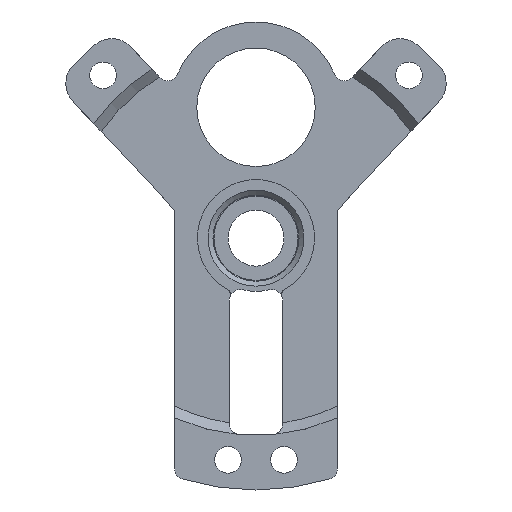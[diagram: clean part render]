
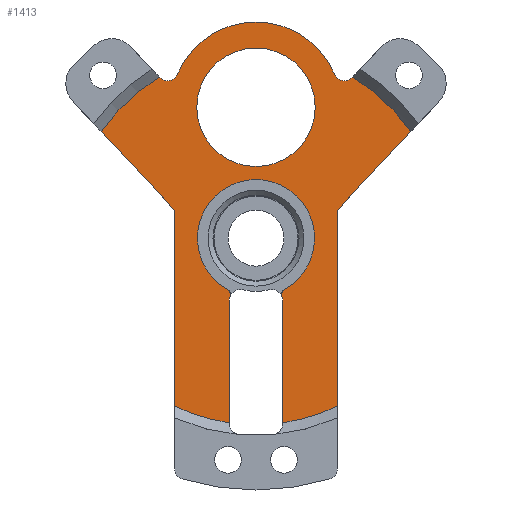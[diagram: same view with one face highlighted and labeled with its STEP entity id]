
A CAD part, front view. The second image highlights one B-rep face of the part: STEP entity #1413.
In plain terms, the highlighted planar face has unit normal (0, -1, 0).
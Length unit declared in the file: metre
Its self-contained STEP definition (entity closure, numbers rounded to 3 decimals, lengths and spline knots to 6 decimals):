
#94=CIRCLE('',#1473,0.011113);
#102=CIRCLE('',#1487,0.002);
#104=CIRCLE('',#1490,0.002);
#106=CIRCLE('',#1493,0.016);
#108=CIRCLE('',#1496,0.002);
#162=CIRCLE('',#1594,0.035244);
#163=CIRCLE('',#1596,0.035244);
#166=CIRCLE('',#1601,0.035);
#167=CIRCLE('',#1603,0.035);
#168=CIRCLE('',#1605,0.002);
#169=CIRCLE('',#1607,0.001);
#170=CIRCLE('',#1609,0.001);
#171=CIRCLE('',#1610,0.011);
#535=ORIENTED_EDGE('',*,*,#632,.T.);
#536=ORIENTED_EDGE('',*,*,#757,.F.);
#537=ORIENTED_EDGE('',*,*,#656,.T.);
#538=ORIENTED_EDGE('',*,*,#653,.T.);
#539=ORIENTED_EDGE('',*,*,#751,.F.);
#540=ORIENTED_EDGE('',*,*,#620,.T.);
#541=ORIENTED_EDGE('',*,*,#595,.T.);
#542=ORIENTED_EDGE('',*,*,#748,.F.);
#543=ORIENTED_EDGE('',*,*,#579,.T.);
#544=ORIENTED_EDGE('',*,*,#665,.T.);
#545=ORIENTED_EDGE('',*,*,#663,.T.);
#546=ORIENTED_EDGE('',*,*,#660,.T.);
#547=ORIENTED_EDGE('',*,*,#631,.T.);
#548=ORIENTED_EDGE('',*,*,#747,.F.);
#549=ORIENTED_EDGE('',*,*,#565,.T.);
#550=ORIENTED_EDGE('',*,*,#614,.T.);
#551=ORIENTED_EDGE('',*,*,#752,.F.);
#552=ORIENTED_EDGE('',*,*,#639,.T.);
#553=ORIENTED_EDGE('',*,*,#754,.T.);
#554=ORIENTED_EDGE('',*,*,#755,.F.);
#555=ORIENTED_EDGE('',*,*,#758,.T.);
#565=EDGE_CURVE('',#762,#760,#901,.T.);
#579=EDGE_CURVE('',#775,#774,#910,.T.);
#595=EDGE_CURVE('',#784,#790,#922,.T.);
#614=EDGE_CURVE('',#760,#809,#928,.T.);
#620=EDGE_CURVE('',#812,#784,#932,.T.);
#631=EDGE_CURVE('',#816,#819,#939,.T.);
#632=EDGE_CURVE('',#820,#820,#94,.T.);
#639=EDGE_CURVE('',#828,#826,#943,.T.);
#653=EDGE_CURVE('',#838,#839,#953,.T.);
#656=EDGE_CURVE('',#841,#838,#102,.T.);
#660=EDGE_CURVE('',#842,#816,#104,.T.);
#663=EDGE_CURVE('',#845,#842,#106,.T.);
#665=EDGE_CURVE('',#774,#845,#108,.T.);
#747=EDGE_CURVE('',#762,#819,#162,.T.);
#748=EDGE_CURVE('',#775,#790,#163,.T.);
#751=EDGE_CURVE('',#812,#839,#166,.T.);
#752=EDGE_CURVE('',#828,#809,#167,.T.);
#754=EDGE_CURVE('',#826,#897,#168,.T.);
#755=EDGE_CURVE('',#898,#897,#169,.T.);
#757=EDGE_CURVE('',#841,#899,#170,.T.);
#758=EDGE_CURVE('',#898,#899,#171,.T.);
#760=VERTEX_POINT('',#2074);
#762=VERTEX_POINT('',#2077);
#774=VERTEX_POINT('',#2105);
#775=VERTEX_POINT('',#2107);
#784=VERTEX_POINT('',#2128);
#790=VERTEX_POINT('',#2139);
#809=VERTEX_POINT('',#2186);
#812=VERTEX_POINT('',#2198);
#816=VERTEX_POINT('',#2212);
#819=VERTEX_POINT('',#2219);
#820=VERTEX_POINT('',#2223);
#826=VERTEX_POINT('',#2242);
#828=VERTEX_POINT('',#2245);
#838=VERTEX_POINT('',#2274);
#839=VERTEX_POINT('',#2277);
#841=VERTEX_POINT('',#2284);
#842=VERTEX_POINT('',#2288);
#845=VERTEX_POINT('',#2295);
#897=VERTEX_POINT('',#2489);
#898=VERTEX_POINT('',#2493);
#899=VERTEX_POINT('',#2497);
#901=LINE('',#2076,#989);
#910=LINE('',#2106,#998);
#922=LINE('',#2140,#1010);
#928=LINE('',#2187,#1016);
#932=LINE('',#2197,#1020);
#939=LINE('',#2220,#1027);
#943=LINE('',#2244,#1031);
#953=LINE('',#2278,#1041);
#989=VECTOR('',#1618,1.);
#998=VECTOR('',#1643,1.);
#1010=VECTOR('',#1667,1.);
#1016=VECTOR('',#1711,1.);
#1020=VECTOR('',#1723,1.);
#1027=VECTOR('',#1740,1.);
#1031=VECTOR('',#1756,1.);
#1041=VECTOR('',#1778,1.);
#1188=EDGE_LOOP('',(#535));
#1189=EDGE_LOOP('',(#536,#537,#538,#539,#540,#541,#542,#543,#544,#545,#546,
#547,#548,#549,#550,#551,#552,#553,#554,#555));
#1304=FACE_BOUND('',#1188,.T.);
#1305=FACE_BOUND('',#1189,.T.);
#1335=PLANE('',#1608);
#1413=ADVANCED_FACE('',(#1304,#1305),#1335,.T.);
#1473=AXIS2_PLACEMENT_3D('',#2222,#1743,#1744);
#1487=AXIS2_PLACEMENT_3D('',#2283,#1785,#1786);
#1490=AXIS2_PLACEMENT_3D('',#2291,#1793,#1794);
#1493=AXIS2_PLACEMENT_3D('',#2297,#1800,#1801);
#1496=AXIS2_PLACEMENT_3D('',#2300,#1806,#1807);
#1594=AXIS2_PLACEMENT_3D('',#2477,#2030,#2031);
#1596=AXIS2_PLACEMENT_3D('',#2479,#2034,#2035);
#1601=AXIS2_PLACEMENT_3D('',#2484,#2044,#2045);
#1603=AXIS2_PLACEMENT_3D('',#2486,#2048,#2049);
#1605=AXIS2_PLACEMENT_3D('',#2490,#2053,#2054);
#1607=AXIS2_PLACEMENT_3D('',#2492,#2057,#2058);
#1608=AXIS2_PLACEMENT_3D('',#2495,#2060,#2061);
#1609=AXIS2_PLACEMENT_3D('',#2496,#2062,#2063);
#1610=AXIS2_PLACEMENT_3D('',#2498,#2064,#2065);
#1618=DIRECTION('',(0.685,0.,-0.729));
#1643=DIRECTION('',(-0.685,0.,-0.729));
#1667=DIRECTION('',(0.685,0.,0.729));
#1711=DIRECTION('',(0.,0.,-1.));
#1723=DIRECTION('',(0.,0.,1.));
#1740=DIRECTION('',(-0.685,0.,0.729));
#1743=DIRECTION('',(0.,1.,0.));
#1744=DIRECTION('',(-1.,0.,0.));
#1756=DIRECTION('',(0.,0.,1.));
#1778=DIRECTION('',(0.,0.,-1.));
#1785=DIRECTION('',(0.,1.,0.));
#1786=DIRECTION('',(-1.,0.,0.));
#1793=DIRECTION('',(0.,1.,0.));
#1794=DIRECTION('',(0.729,0.,0.685));
#1800=DIRECTION('',(0.,-1.,0.));
#1801=DIRECTION('',(1.,0.,0.));
#1806=DIRECTION('',(0.,1.,0.));
#1807=DIRECTION('',(0.922,0.,0.388));
#2030=DIRECTION('',(0.,1.,0.));
#2031=DIRECTION('',(0.,0.,-1.));
#2034=DIRECTION('',(0.,1.,0.));
#2035=DIRECTION('',(0.817,0.,0.576));
#2044=DIRECTION('',(0.,1.,0.));
#2045=DIRECTION('',(0.135,0.,-0.991));
#2048=DIRECTION('',(0.,1.,0.));
#2049=DIRECTION('',(0.135,0.,-0.991));
#2053=DIRECTION('',(0.,1.,0.));
#2054=DIRECTION('',(-0.251,0.,-0.968));
#2057=DIRECTION('',(0.,1.,0.));
#2058=DIRECTION('',(0.941,0.,0.337));
#2060=DIRECTION('',(0.,-1.,0.));
#2061=DIRECTION('',(0.,0.,-1.));
#2062=DIRECTION('',(0.,1.,0.));
#2063=DIRECTION('',(-0.941,0.,0.337));
#2064=DIRECTION('',(0.,1.,0.));
#2065=DIRECTION('',(-1.,0.,0.));
#2074=CARTESIAN_POINT('',(-0.015253,-0.00413,0.005286));
#2076=CARTESIAN_POINT('',(-0.03044,-0.00413,0.021459));
#2077=CARTESIAN_POINT('',(-0.029041,-0.00413,0.019969));
#2105=CARTESIAN_POINT('',(0.01805,-0.00413,0.030178));
#2106=CARTESIAN_POINT('',(0.019506,-0.00413,0.031728));
#2107=CARTESIAN_POINT('',(0.018106,-0.00413,0.030237));
#2128=CARTESIAN_POINT('',(0.015253,-0.00413,0.005286));
#2139=CARTESIAN_POINT('',(0.029041,-0.00413,0.019969));
#2140=CARTESIAN_POINT('',(0.015253,-0.00413,0.005286));
#2186=CARTESIAN_POINT('',(-0.015253,-0.00413,-0.031502));
#2187=CARTESIAN_POINT('',(-0.015253,-0.00413,0.005286));
#2197=CARTESIAN_POINT('',(0.015253,-0.00413,-0.03371));
#2198=CARTESIAN_POINT('',(0.015253,-0.00413,-0.031502));
#2212=CARTESIAN_POINT('',(-0.01805,-0.00413,0.030178));
#2219=CARTESIAN_POINT('',(-0.018106,-0.00413,0.030237));
#2220=CARTESIAN_POINT('',(-0.01805,-0.00413,0.030178));
#2222=CARTESIAN_POINT('',(0.,-0.00413,0.024568));
#2223=CARTESIAN_POINT('',(-0.011113,-0.00413,0.024568));
#2242=CARTESIAN_POINT('',(-0.005009,-0.00413,-0.011617));
#2244=CARTESIAN_POINT('',(-0.005009,-0.00413,-0.03487));
#2245=CARTESIAN_POINT('',(-0.005009,-0.00413,-0.03464));
#2274=CARTESIAN_POINT('',(0.005009,-0.00413,-0.011617));
#2277=CARTESIAN_POINT('',(0.005009,-0.00413,-0.03464));
#2278=CARTESIAN_POINT('',(0.005009,-0.00413,-0.011617));
#2283=CARTESIAN_POINT('',(0.003009,-0.00413,-0.011617));
#2284=CARTESIAN_POINT('',(0.004867,-0.00413,-0.010877));
#2288=CARTESIAN_POINT('',(-0.014749,-0.00413,0.030771));
#2291=CARTESIAN_POINT('',(-0.016592,-0.00413,0.031547));
#2295=CARTESIAN_POINT('',(0.014749,-0.00413,0.030771));
#2297=CARTESIAN_POINT('',(0.,-0.00413,0.024568));
#2300=CARTESIAN_POINT('',(0.016592,-0.00413,0.031547));
#2477=CARTESIAN_POINT('',(0.,-0.00413,0.));
#2479=CARTESIAN_POINT('',(0.,-0.00413,0.));
#2484=CARTESIAN_POINT('',(0.,-0.00413,0.));
#2486=CARTESIAN_POINT('',(0.,-0.00413,0.));
#2489=CARTESIAN_POINT('',(-0.004867,-0.00413,-0.010877));
#2490=CARTESIAN_POINT('',(-0.003009,-0.00413,-0.011617));
#2492=CARTESIAN_POINT('',(-0.005796,-0.00413,-0.010507));
#2493=CARTESIAN_POINT('',(-0.005313,-0.00413,-0.009632));
#2495=CARTESIAN_POINT('',(0.,-0.00413,0.001852));
#2496=CARTESIAN_POINT('',(0.005796,-0.00413,-0.010507));
#2497=CARTESIAN_POINT('',(0.005313,-0.00413,-0.009632));
#2498=CARTESIAN_POINT('',(0.,-0.00413,0.));
